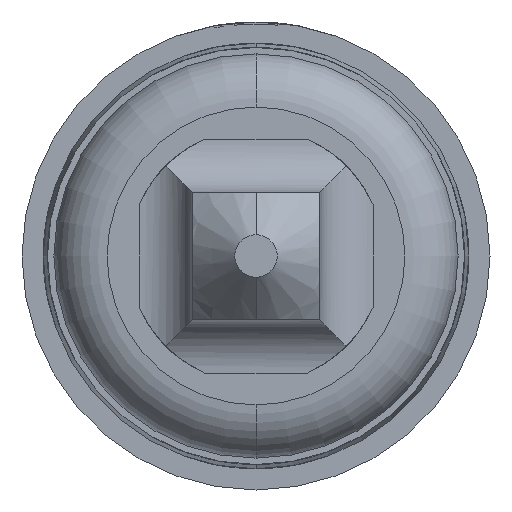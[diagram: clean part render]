
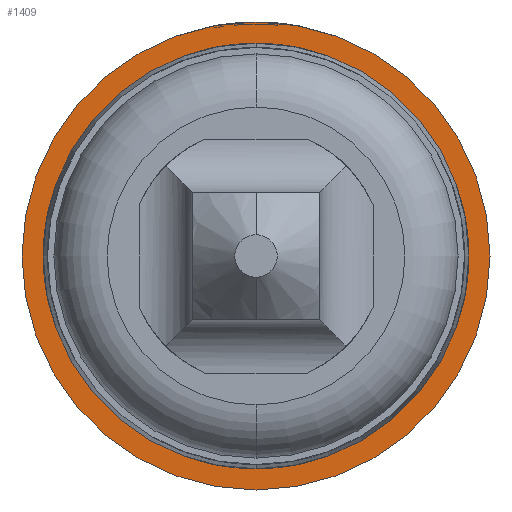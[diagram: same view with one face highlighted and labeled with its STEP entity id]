
A CAD part, front view. The second image highlights one B-rep face of the part: STEP entity #1409.
In plain terms, the highlighted planar face has unit normal (0, -1, 0).
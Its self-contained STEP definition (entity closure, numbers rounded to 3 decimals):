
#73 = AXIS2_PLACEMENT_3D ( 'NONE', #5337, #494, #5302 ) ;
#106 = VERTEX_POINT ( 'NONE', #1417 ) ;
#108 = EDGE_CURVE ( 'Defeature ausgef�hrt1_3+Defeature ausgef�hrt1_4+Defeature ausgef�hrt1_4+Defeature ausgef�hrt1_4', #163, #1270, #5623, .T. ) ;
#130 = CARTESIAN_POINT ( 'NONE',  ( 0., 27., 0. ) ) ;
#163 = VERTEX_POINT ( 'NONE', #5360 ) ;
#491 = ORIENTED_EDGE ( 'NONE', *, *, #108, .F. ) ;
#494 = DIRECTION ( 'NONE',  ( 0., -1., 0. ) ) ;
#519 = EDGE_LOOP ( 'NONE', ( #5140, #4596 ) ) ;
#574 = PLANE ( 'NONE',  #3947 ) ;
#703 = DIRECTION ( 'NONE',  ( 0., 0., -1. ) ) ;
#1002 = FACE_BOUND ( 'NONE', #1488, .T. ) ;
#1206 = CARTESIAN_POINT ( 'NONE',  ( 0., 27., 0. ) ) ;
#1270 = VERTEX_POINT ( 'NONE', #4900 ) ;
#1361 = CARTESIAN_POINT ( 'NONE',  ( 0., 27., -1.1 ) ) ;
#1409 = ADVANCED_FACE ( 'Defeature ausgef�hrt1_4', ( #1625, #1002 ), #574, .T. ) ;
#1417 = CARTESIAN_POINT ( 'NONE',  ( 0., 27., 1.1 ) ) ;
#1488 = EDGE_LOOP ( 'NONE', ( #491, #5697 ) ) ;
#1625 = FACE_OUTER_BOUND ( 'NONE', #519, .T. ) ;
#1671 = DIRECTION ( 'NONE',  ( 0., -1., 0. ) ) ;
#1825 = AXIS2_PLACEMENT_3D ( 'NONE', #130, #1876, #2334 ) ;
#1842 = DIRECTION ( 'NONE',  ( 0., 0., -1. ) ) ;
#1876 = DIRECTION ( 'NONE',  ( 0., -1., 0. ) ) ;
#1928 = CIRCLE ( 'NONE', #73, 1.1 ) ;
#2334 = DIRECTION ( 'NONE',  ( 0., 0., -1. ) ) ;
#2596 = CIRCLE ( 'NONE', #4017, 1.1 ) ;
#2898 = CARTESIAN_POINT ( 'NONE',  ( 0., 27., 0. ) ) ;
#2912 = AXIS2_PLACEMENT_3D ( 'NONE', #1206, #1671, #4747 ) ;
#3081 = CIRCLE ( 'NONE', #2912, 1. ) ;
#3875 = EDGE_CURVE ( 'Defeature ausgef�hrt1_4+Defeature ausgef�hrt1_5+Defeature ausgef�hrt1_5+Defeature ausgef�hrt1_5', #3905, #106, #1928, .T. ) ;
#3905 = VERTEX_POINT ( 'NONE', #1361 ) ;
#3947 = AXIS2_PLACEMENT_3D ( 'NONE', #5379, #4492, #1842 ) ;
#4017 = AXIS2_PLACEMENT_3D ( 'NONE', #2898, #4147, #703 ) ;
#4147 = DIRECTION ( 'NONE',  ( 0., -1., 0. ) ) ;
#4492 = DIRECTION ( 'NONE',  ( 0., -1., 0. ) ) ;
#4596 = ORIENTED_EDGE ( 'NONE', *, *, #5549, .T. ) ;
#4747 = DIRECTION ( 'NONE',  ( 0., 0., -1. ) ) ;
#4886 = EDGE_CURVE ( 'Defeature ausgef�hrt1_3+Defeature ausgef�hrt1_4+Defeature ausgef�hrt1_4+Defeature ausgef�hrt1_4', #1270, #163, #3081, .T. ) ;
#4900 = CARTESIAN_POINT ( 'NONE',  ( 0., 27., 1. ) ) ;
#5140 = ORIENTED_EDGE ( 'NONE', *, *, #3875, .T. ) ;
#5302 = DIRECTION ( 'NONE',  ( 0., 0., -1. ) ) ;
#5337 = CARTESIAN_POINT ( 'NONE',  ( 0., 27., 0. ) ) ;
#5360 = CARTESIAN_POINT ( 'NONE',  ( 0., 27., -1. ) ) ;
#5379 = CARTESIAN_POINT ( 'NONE',  ( 1., 27., 0. ) ) ;
#5549 = EDGE_CURVE ( 'Defeature ausgef�hrt1_4+Defeature ausgef�hrt1_5+Defeature ausgef�hrt1_5+Defeature ausgef�hrt1_5', #106, #3905, #2596, .T. ) ;
#5623 = CIRCLE ( 'NONE', #1825, 1. ) ;
#5697 = ORIENTED_EDGE ( 'NONE', *, *, #4886, .F. ) ;
